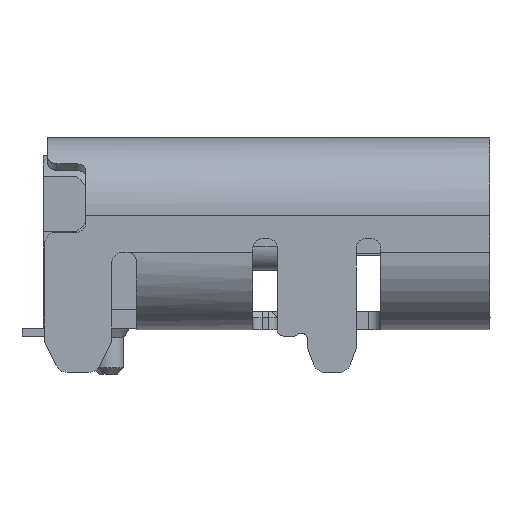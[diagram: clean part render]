
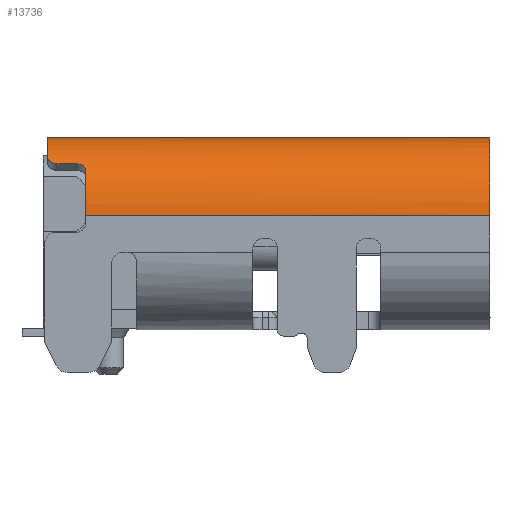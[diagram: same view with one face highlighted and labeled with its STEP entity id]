
A CAD part, left-side view. The second image highlights one B-rep face of the part: STEP entity #13736.
In plain terms, the highlighted cylindrical face has radius 1.28 mm (diameter 2.56 mm), a partial arc.
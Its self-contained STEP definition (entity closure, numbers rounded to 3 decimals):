
#592=B_SPLINE_CURVE_WITH_KNOTS('',3,(#19558,#19559,#19560,#19561,#19562,
#19563,#19564,#19565,#19566,#19567),.UNSPECIFIED.,.F.,.F.,(4,2,2,2,4),(0.024,
0.03,0.035,0.041,0.047),
 .UNSPECIFIED.);
#593=B_SPLINE_CURVE_WITH_KNOTS('',3,(#19571,#19572,#19573,#19574,#19575,
#19576,#19577,#19578,#19579,#19580),.UNSPECIFIED.,.F.,.F.,(4,2,2,2,4),(-0.045,
-0.04,-0.034,-0.028,-0.023),
 .UNSPECIFIED.);
#688=FACE_OUTER_BOUND('',#1410,.T.);
#1410=EDGE_LOOP('',(#9137,#9138,#9139,#9140,#9141,#9142,#9143,#9144));
#2151=LINE('',#19423,#3774);
#2190=LINE('',#19569,#3813);
#2191=LINE('',#19583,#3814);
#3774=VECTOR('',#15621,1000.);
#3813=VECTOR('',#15712,1000.);
#3814=VECTOR('',#15715,1000.);
#5401=CIRCLE('',#14506,1.28);
#5408=CIRCLE('',#14514,1.28);
#5409=CIRCLE('',#14515,1.28);
#5747=VERTEX_POINT('',#19420);
#5748=VERTEX_POINT('',#19422);
#5780=VERTEX_POINT('',#19520);
#5797=VERTEX_POINT('',#19556);
#5798=VERTEX_POINT('',#19557);
#5799=VERTEX_POINT('',#19568);
#5800=VERTEX_POINT('',#19570);
#5801=VERTEX_POINT('',#19581);
#7044=EDGE_CURVE('',#5747,#5748,#2151,.T.);
#7084=EDGE_CURVE('',#5748,#5780,#5401,.T.);
#7102=EDGE_CURVE('',#5797,#5798,#592,.T.);
#7103=EDGE_CURVE('',#5798,#5799,#2190,.T.);
#7104=EDGE_CURVE('',#5799,#5800,#593,.T.);
#7105=EDGE_CURVE('',#5800,#5801,#5408,.T.);
#7106=EDGE_CURVE('',#5801,#5780,#2191,.T.);
#7107=EDGE_CURVE('',#5747,#5797,#5409,.T.);
#9137=ORIENTED_EDGE('',*,*,#7102,.T.);
#9138=ORIENTED_EDGE('',*,*,#7103,.T.);
#9139=ORIENTED_EDGE('',*,*,#7104,.T.);
#9140=ORIENTED_EDGE('',*,*,#7105,.T.);
#9141=ORIENTED_EDGE('',*,*,#7106,.T.);
#9142=ORIENTED_EDGE('',*,*,#7084,.F.);
#9143=ORIENTED_EDGE('',*,*,#7044,.F.);
#9144=ORIENTED_EDGE('',*,*,#7107,.T.);
#13057=CYLINDRICAL_SURFACE('',#14513,1.28);
#13736=ADVANCED_FACE('',(#688),#13057,.T.);
#14506=AXIS2_PLACEMENT_3D('',#19521,#15685,#15686);
#14513=AXIS2_PLACEMENT_3D('',#19555,#15710,#15711);
#14514=AXIS2_PLACEMENT_3D('',#19582,#15713,#15714);
#14515=AXIS2_PLACEMENT_3D('',#19584,#15716,#15717);
#15621=DIRECTION('',(0.,-1.,0.));
#15685=DIRECTION('center_axis',(0.,-1.,0.));
#15686=DIRECTION('ref_axis',(-1.,0.,0.));
#15710=DIRECTION('center_axis',(0.,1.,0.));
#15711=DIRECTION('ref_axis',(-1.,0.,0.));
#15712=DIRECTION('',(0.,-1.,0.));
#15713=DIRECTION('center_axis',(0.,-1.,0.));
#15714=DIRECTION('ref_axis',(-1.,0.,0.));
#15715=DIRECTION('',(0.,-1.,0.));
#15716=DIRECTION('center_axis',(0.,-1.,0.));
#15717=DIRECTION('ref_axis',(-1.,0.,0.));
#19420=CARTESIAN_POINT('',(-3.19,4.775,3.26));
#19422=CARTESIAN_POINT('',(-3.19,-2.5,3.26));
#19423=CARTESIAN_POINT('',(-3.19,4.775,3.26));
#19520=CARTESIAN_POINT('',(-4.47,-2.5,1.98));
#19521=CARTESIAN_POINT('Origin',(-3.19,-2.5,1.98));
#19555=CARTESIAN_POINT('Origin',(-3.19,4.775,1.98));
#19556=CARTESIAN_POINT('',(-4.031,4.775,2.945));
#19557=CARTESIAN_POINT('',(-4.143,4.625,2.835));
#19558=CARTESIAN_POINT('Ctrl Pts',(-4.031,4.775,2.945));
#19559=CARTESIAN_POINT('Ctrl Pts',(-4.046,4.775,2.932));
#19560=CARTESIAN_POINT('Ctrl Pts',(-4.062,4.771,2.918));
#19561=CARTESIAN_POINT('Ctrl Pts',(-4.09,4.756,2.89));
#19562=CARTESIAN_POINT('Ctrl Pts',(-4.103,4.744,2.878));
#19563=CARTESIAN_POINT('Ctrl Pts',(-4.122,4.717,2.858));
#19564=CARTESIAN_POINT('Ctrl Pts',(-4.13,4.7,2.849));
#19565=CARTESIAN_POINT('Ctrl Pts',(-4.14,4.664,2.838));
#19566=CARTESIAN_POINT('Ctrl Pts',(-4.143,4.644,2.835));
#19567=CARTESIAN_POINT('Ctrl Pts',(-4.143,4.625,2.835));
#19568=CARTESIAN_POINT('',(-4.143,4.3,2.835));
#19569=CARTESIAN_POINT('',(-4.143,4.775,2.835));
#19570=CARTESIAN_POINT('',(-4.237,4.15,2.716));
#19571=CARTESIAN_POINT('Ctrl Pts',(-4.143,4.3,2.835));
#19572=CARTESIAN_POINT('Ctrl Pts',(-4.143,4.281,2.835));
#19573=CARTESIAN_POINT('Ctrl Pts',(-4.145,4.261,2.832));
#19574=CARTESIAN_POINT('Ctrl Pts',(-4.156,4.224,2.82));
#19575=CARTESIAN_POINT('Ctrl Pts',(-4.163,4.207,2.811));
#19576=CARTESIAN_POINT('Ctrl Pts',(-4.181,4.181,2.791));
#19577=CARTESIAN_POINT('Ctrl Pts',(-4.191,4.169,2.777));
#19578=CARTESIAN_POINT('Ctrl Pts',(-4.214,4.154,2.748));
#19579=CARTESIAN_POINT('Ctrl Pts',(-4.226,4.15,2.731));
#19580=CARTESIAN_POINT('Ctrl Pts',(-4.237,4.15,2.716));
#19581=CARTESIAN_POINT('',(-4.47,4.15,1.98));
#19582=CARTESIAN_POINT('Origin',(-3.19,4.15,1.98));
#19583=CARTESIAN_POINT('',(-4.47,4.83,1.98));
#19584=CARTESIAN_POINT('Origin',(-3.19,4.775,1.98));
